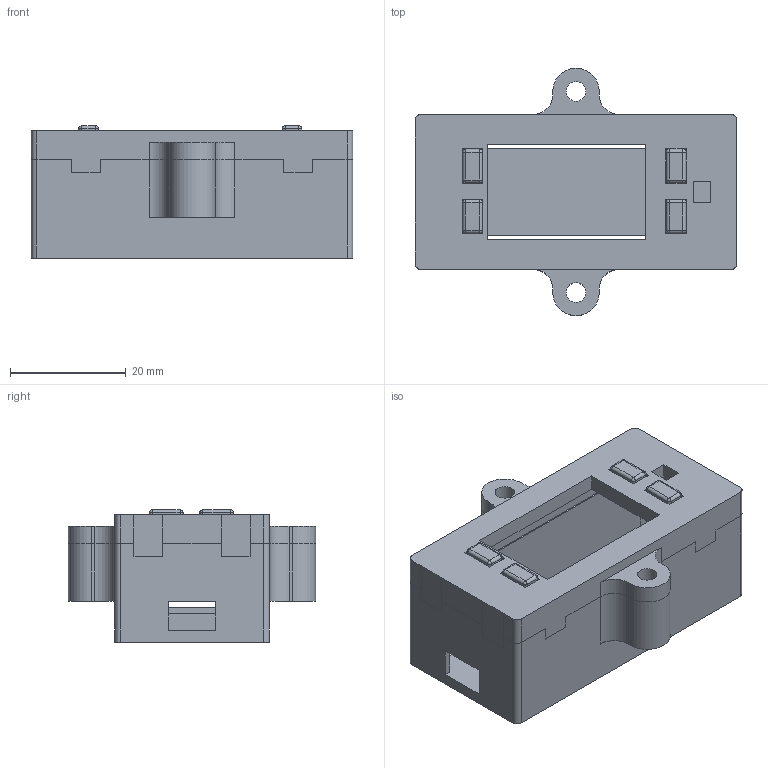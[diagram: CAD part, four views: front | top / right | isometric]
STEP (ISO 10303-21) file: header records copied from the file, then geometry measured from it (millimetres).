
FILE_DESCRIPTION(/* description */ (''),/* implementation_level */ '2;1');
FILE_NAME(/* name */ 'PicoCase with Display and Mounting Brackets - Components v7.step',/* time_stamp */ '2021-04-10T19:23:48+01:00',/* author */ (''),/* organization */ (''),/* preprocessor_version */ 'ST-DEVELOPER v18.1',/* originating_system */ 'Autodesk Translation Framework v10.6.0.1341',/* authorisation */ '');
FILE_SCHEMA (('AUTOMOTIVE_DESIGN { 1 0 10303 214 3 1 1 }'));
Length unit declared in the file: millimetre
Products named in the file (5): 1; Base; Top; PCB Button; Button
Assembly tree (8 placements, depth 2):
  1
    Base
    Top
    Button  x4
    PCB Button  x2
Bounding box: 55.5 x 42.7 x 22.8 mm (x, y, z)
Volume: 13241.5 mm3; surface area: 12442.1 mm2
Topology: 8 solids, 8 shells, 354 faces, 948 edges, 608 vertices
Faces by surface type: plane 274, cylinder 64, sphere 16
Full cylindrical faces by diameter (mm): 3.4 x4
Entity records: 8087 total; most frequent: CARTESIAN_POINT 1410, ORIENTED_EDGE 1392, DIRECTION 1292, EDGE_CURVE 696, LINE 624, VECTOR 624, VERTEX_POINT 452, AXIS2_PLACEMENT_3D 334
